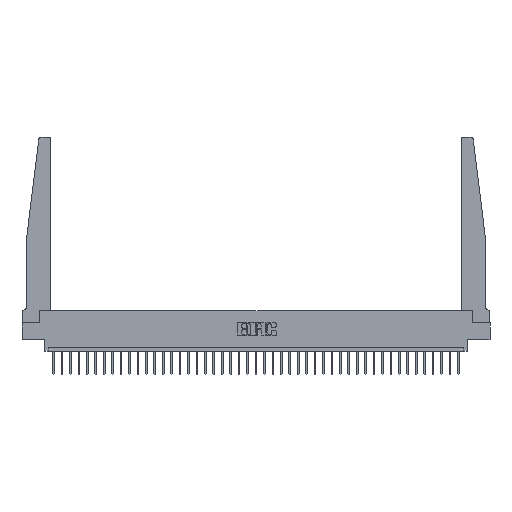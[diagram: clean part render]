
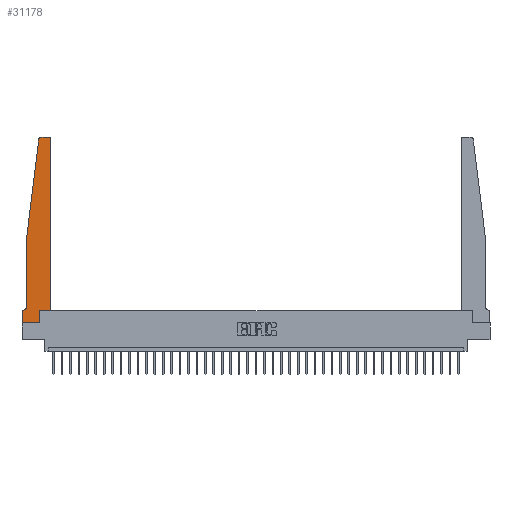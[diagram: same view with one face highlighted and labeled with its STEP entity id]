
A CAD part, top view. The second image highlights one B-rep face of the part: STEP entity #31178.
In plain terms, the highlighted planar face has unit normal (0, 0, 1).
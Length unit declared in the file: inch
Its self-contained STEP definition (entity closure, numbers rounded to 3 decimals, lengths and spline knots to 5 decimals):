
#211 = DIRECTION ( 'NONE',  ( 0., -1., 0. ) ) ;
#273 = VECTOR ( 'NONE', #437, 39.37008 ) ;
#437 = DIRECTION ( 'NONE',  ( 1., 0., 0. ) ) ;
#931 = ORIENTED_EDGE ( 'NONE', *, *, #28345, .T. ) ;
#2056 = DIRECTION ( 'NONE',  ( 1., 0., 0. ) ) ;
#2408 = AXIS2_PLACEMENT_3D ( 'NONE', #30286, #22711, #6771 ) ;
#2734 = LINE ( 'NONE', #11991, #18563 ) ;
#3690 = ORIENTED_EDGE ( 'NONE', *, *, #15538, .T. ) ;
#4118 = VERTEX_POINT ( 'NONE', #8695 ) ;
#4198 = AXIS2_PLACEMENT_3D ( 'NONE', #11032, #16480, #11151 ) ;
#4340 = VECTOR ( 'NONE', #31784, 39.37008 ) ;
#4785 = CARTESIAN_POINT ( 'NONE',  ( 0., 0., 0.37 ) ) ;
#4866 = CARTESIAN_POINT ( 'NONE',  ( 0.25, 2.75, 0.37 ) ) ;
#5043 = LINE ( 'NONE', #15037, #10085 ) ;
#5048 = AXIS2_PLACEMENT_3D ( 'NONE', #7875, #15668, #2056 ) ;
#6016 = ORIENTED_EDGE ( 'NONE', *, *, #22340, .T. ) ;
#6091 = ORIENTED_EDGE ( 'NONE', *, *, #27331, .T. ) ;
#6130 = VECTOR ( 'NONE', #211, 39.37008 ) ;
#6243 = CARTESIAN_POINT ( 'NONE',  ( 0.395, 2.75, 0.37 ) ) ;
#6740 = CARTESIAN_POINT ( 'NONE',  ( 0.2605, 0., 0.37 ) ) ;
#6771 = DIRECTION ( 'NONE',  ( 1., 0., 0. ) ) ;
#7178 = DIRECTION ( 'NONE',  ( 0., 1., 0. ) ) ;
#7875 = CARTESIAN_POINT ( 'NONE',  ( 0., 0.1875, 0.37 ) ) ;
#7899 = DIRECTION ( 'NONE',  ( -0.122, -0.992, 0. ) ) ;
#8227 = CARTESIAN_POINT ( 'NONE',  ( 0., 0., 0.37 ) ) ;
#8695 = CARTESIAN_POINT ( 'NONE',  ( 0.425, 2.72, 0.37 ) ) ;
#8738 = ORIENTED_EDGE ( 'NONE', *, *, #28442, .T. ) ;
#10085 = VECTOR ( 'NONE', #21850, 39.37008 ) ;
#10243 = VECTOR ( 'NONE', #7899, 39.37008 ) ;
#10273 = ORIENTED_EDGE ( 'NONE', *, *, #12904, .T. ) ;
#10519 = LINE ( 'NONE', #4866, #30874 ) ;
#10854 = CARTESIAN_POINT ( 'NONE',  ( 0.015, 0.1875, 0.37 ) ) ;
#11032 = CARTESIAN_POINT ( 'NONE',  ( 0.27653, 2.72, 0.37 ) ) ;
#11095 = VERTEX_POINT ( 'NONE', #6740 ) ;
#11151 = DIRECTION ( 'NONE',  ( 1., 0., 0. ) ) ;
#11659 = ORIENTED_EDGE ( 'NONE', *, *, #20648, .T. ) ;
#11983 = EDGE_CURVE ( 'NONE', #21221, #13228, #10519, .T. ) ;
#11991 = CARTESIAN_POINT ( 'NONE',  ( 0., 0., 0.37 ) ) ;
#12248 = VERTEX_POINT ( 'NONE', #23118 ) ;
#12263 = EDGE_CURVE ( 'NONE', #17424, #24773, #5043, .T. ) ;
#12550 = CARTESIAN_POINT ( 'NONE',  ( 0.065, 1.25, 0.37 ) ) ;
#12643 = EDGE_LOOP ( 'NONE', ( #29363, #8738, #6016, #931, #6091, #24312, #11659, #25285, #10273, #31390, #3690, #28807 ) ) ;
#12861 = LINE ( 'NONE', #23567, #10243 ) ;
#12904 = EDGE_CURVE ( 'NONE', #11095, #17424, #33681, .T. ) ;
#13228 = VERTEX_POINT ( 'NONE', #20406 ) ;
#13406 = VERTEX_POINT ( 'NONE', #24532 ) ;
#14175 = VECTOR ( 'NONE', #20861, 39.37008 ) ;
#15037 = CARTESIAN_POINT ( 'NONE',  ( 0.425, 0.18, 0.37 ) ) ;
#15538 = EDGE_CURVE ( 'NONE', #24773, #4118, #19334, .T. ) ;
#15576 = DIRECTION ( 'NONE',  ( -1., 0., 0. ) ) ;
#15668 = DIRECTION ( 'NONE',  ( 0., 0., 1. ) ) ;
#16234 = VERTEX_POINT ( 'NONE', #12550 ) ;
#16480 = DIRECTION ( 'NONE',  ( 0., 0., 1. ) ) ;
#16866 = CARTESIAN_POINT ( 'NONE',  ( 0.015, 0.2375, 0.37 ) ) ;
#17313 = DIRECTION ( 'NONE',  ( 0., -1., 0. ) ) ;
#17424 = VERTEX_POINT ( 'NONE', #28863 ) ;
#18563 = VECTOR ( 'NONE', #17313, 39.37008 ) ;
#19334 = LINE ( 'NONE', #23335, #27243 ) ;
#20406 = CARTESIAN_POINT ( 'NONE',  ( 0.27653, 2.75, 0.37 ) ) ;
#20648 = EDGE_CURVE ( 'NONE', #13406, #24136, #2734, .T. ) ;
#20861 = DIRECTION ( 'NONE',  ( 0., 1., 0. ) ) ;
#21221 = VERTEX_POINT ( 'NONE', #6243 ) ;
#21237 = CARTESIAN_POINT ( 'NONE',  ( 0.065, 1.25, 0.37 ) ) ;
#21587 = FACE_OUTER_BOUND ( 'NONE', #12643, .T. ) ;
#21850 = DIRECTION ( 'NONE',  ( 1., 0., 0. ) ) ;
#22340 = EDGE_CURVE ( 'NONE', #12248, #16234, #12861, .T. ) ;
#22711 = DIRECTION ( 'NONE',  ( 0., 0., 1. ) ) ;
#23060 = CARTESIAN_POINT ( 'NONE',  ( 0.065, 0.2375, 0.37 ) ) ;
#23118 = CARTESIAN_POINT ( 'NONE',  ( 0.24675, 2.72367, 0.37 ) ) ;
#23335 = CARTESIAN_POINT ( 'NONE',  ( 0.425, 0.18, 0.37 ) ) ;
#23509 = VERTEX_POINT ( 'NONE', #10854 ) ;
#23567 = CARTESIAN_POINT ( 'NONE',  ( 0.065, 1.25, 0.37 ) ) ;
#23613 = CARTESIAN_POINT ( 'NONE',  ( 0.2605, 0.18, 0.37 ) ) ;
#23967 = EDGE_CURVE ( 'NONE', #24136, #11095, #28549, .T. ) ;
#24136 = VERTEX_POINT ( 'NONE', #4785 ) ;
#24312 = ORIENTED_EDGE ( 'NONE', *, *, #24522, .T. ) ;
#24522 = EDGE_CURVE ( 'NONE', #23509, #13406, #27641, .T. ) ;
#24532 = CARTESIAN_POINT ( 'NONE',  ( 0., 0.1875, 0.37 ) ) ;
#24721 = VERTEX_POINT ( 'NONE', #23060 ) ;
#24773 = VERTEX_POINT ( 'NONE', #25983 ) ;
#25285 = ORIENTED_EDGE ( 'NONE', *, *, #23967, .T. ) ;
#25983 = CARTESIAN_POINT ( 'NONE',  ( 0.425, 0.18, 0.37 ) ) ;
#26664 = CARTESIAN_POINT ( 'NONE',  ( 0.065, 0.1875, 0.37 ) ) ;
#27243 = VECTOR ( 'NONE', #7178, 39.37008 ) ;
#27331 = EDGE_CURVE ( 'NONE', #24721, #23509, #31637, .T. ) ;
#27434 = DIRECTION ( 'NONE',  ( -1., 0., 0. ) ) ;
#27641 = LINE ( 'NONE', #26664, #4340 ) ;
#28345 = EDGE_CURVE ( 'NONE', #16234, #24721, #32751, .T. ) ;
#28442 = EDGE_CURVE ( 'NONE', #13228, #12248, #33151, .T. ) ;
#28549 = LINE ( 'NONE', #8227, #273 ) ;
#28807 = ORIENTED_EDGE ( 'NONE', *, *, #31548, .T. ) ;
#28863 = CARTESIAN_POINT ( 'NONE',  ( 0.2605, 0.18, 0.37 ) ) ;
#29363 = ORIENTED_EDGE ( 'NONE', *, *, #11983, .T. ) ;
#30205 = DIRECTION ( 'NONE',  ( 0., 0., -1. ) ) ;
#30286 = CARTESIAN_POINT ( 'NONE',  ( 0.395, 2.72, 0.37 ) ) ;
#30874 = VECTOR ( 'NONE', #15576, 39.37008 ) ;
#31156 = AXIS2_PLACEMENT_3D ( 'NONE', #16866, #30205, #27434 ) ;
#31178 = ADVANCED_FACE ( 'NONE', ( #21587 ), #31594, .T. ) ;
#31390 = ORIENTED_EDGE ( 'NONE', *, *, #12263, .T. ) ;
#31548 = EDGE_CURVE ( 'NONE', #4118, #21221, #31958, .T. ) ;
#31594 = PLANE ( 'NONE',  #5048 ) ;
#31637 = CIRCLE ( 'NONE', #31156, 0.05 ) ;
#31784 = DIRECTION ( 'NONE',  ( -1., 0., 0. ) ) ;
#31958 = CIRCLE ( 'NONE', #2408, 0.03 ) ;
#32751 = LINE ( 'NONE', #21237, #6130 ) ;
#33151 = CIRCLE ( 'NONE', #4198, 0.03 ) ;
#33681 = LINE ( 'NONE', #23613, #14175 ) ;
